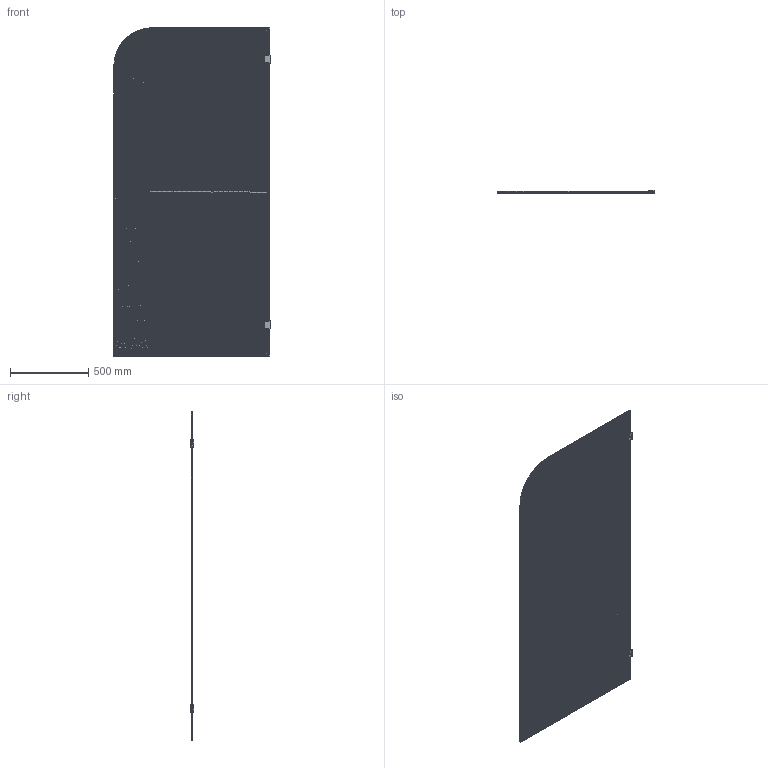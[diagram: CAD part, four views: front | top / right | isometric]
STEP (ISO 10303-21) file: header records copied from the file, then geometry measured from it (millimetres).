
FILE_DESCRIPTION(/* description */ (''),/* implementation_level */ '2;1');
FILE_NAME(/* name */ 'STEP - W31SC01 1000 clip fluted-L_1710065-1710089-1710113-1710137-1710161',/* time_stamp */ '2024-08-13T10:28:27+10:00',/* author */ (''),/* organization */ (''),/* preprocessor_version */ 'ST-DEVELOPER v16.5',/* originating_system */ 'Rhino 7.23',/* authorisation */ '');
FILE_SCHEMA (('AUTOMOTIVE_DESIGN'));
Length unit declared in the file: millimetre
Products named in the file (10): Document; W31SC01ǽ����-�� \X2\FFFD
-L 1000x2100x1034; 33; s1900A-�ɺ�30; ���װ�θ�-�ɺ�2
5; hex lobular socket ctsk screws gb_GB_MC_SCREW_TYPE12 M6X14-10.7-N15; s1900A-�ɺ�234567; ǽ��-1-�ɺ�12; ǽ��-2-�ɺ�1920; H31�̲�-W31��17
Assembly tree (11 placements, depth 4):
  Document
    W31SC01ǽ����-�� \X2\FFFD
-L 1000x2100x1034
  33  x2
  s1900A-�ɺ�30
        ���װ�θ�-�ɺ�2
5
        hex lobular socket ctsk screws gb_GB_MC_SCREW_TYPE12 M6X14-10.7-N15
  s1900A-�ɺ�234567
        ǽ��-1-�ɺ�12
        ǽ��-2-�ɺ�1920
      H31�̲�-W31��17
Bounding box: 1000 x 22.5 x 2100 mm (x, y, z)
Volume: 18679468.4 mm3; surface area: 4429955.9 mm2
Topology: 15 solids, 15 shells, 741 faces, 2027 edges, 1318 vertices
Faces by surface type: cylinder 357, plane 338, bspline 46
Entity records: 19794 total; most frequent: CARTESIAN_POINT 8594, ORIENTED_EDGE 3512, EDGE_CURVE 1756, VERTEX_POINT 1155, B_SPLINE_CURVE_WITH_KNOTS 749, DIRECTION 650, EDGE_LOOP 633, AXIS2_PLACEMENT_3D 622
